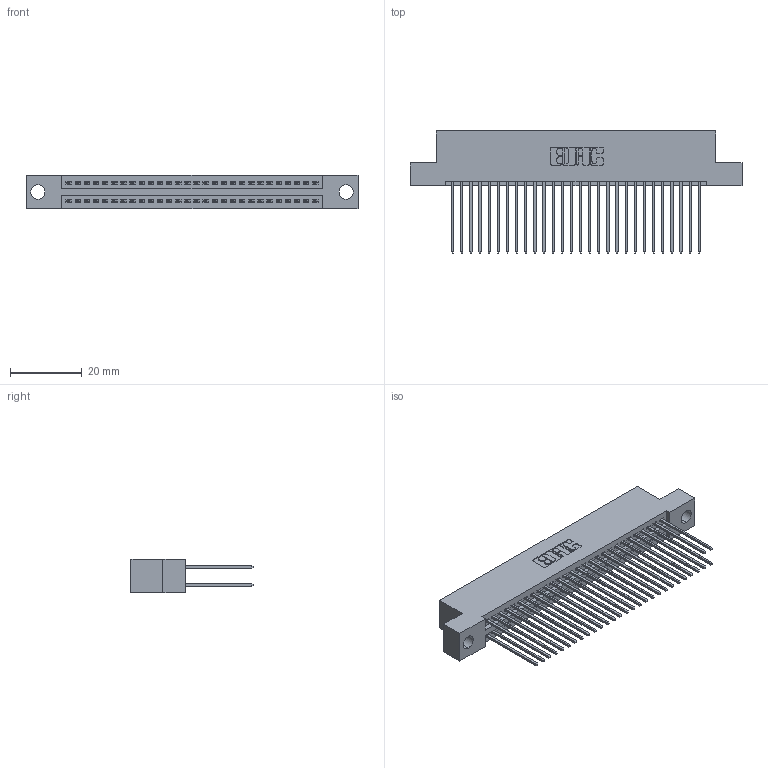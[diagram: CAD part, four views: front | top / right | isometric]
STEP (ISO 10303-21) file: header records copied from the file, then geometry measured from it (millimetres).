
FILE_DESCRIPTION (( 'STEP AP203' ), '1' );
FILE_NAME ('345-056-541-204.STEP', '2021-05-20T04:37:11', ( '' ), ( '' ), 'SwSTEP 2.0', 'SolidWorks 2020', '' );
FILE_SCHEMA (( 'CONFIG_CONTROL_DESIGN' ));
Length unit declared in the file: inch
Products named in the file (3): 345-056-541-204; 345 Part_Flush Mounting Lugs - 0.156 Dia-TI; 345-292-001_345-293-141
Assembly tree (57 placements, depth 2):
  345-056-541-204
    345 Part_Flush Mounting Lugs - 0.156 Dia-TI
    345-292-001_345-293-141  x56
Bounding box: 92.33 x 33.96 x 9.4 mm (x, y, z)
Volume: 9054.3 mm3; surface area: 14474.5 mm2
Topology: 57 solids, 57 shells, 2940 faces, 8721 edges, 5738 vertices
Faces by surface type: plane 1942, cylinder 998
Entity records: 24291 total; most frequent: CARTESIAN_POINT 4090, ORIENTED_EDGE 4022, DIRECTION 3623, EDGE_CURVE 2011, LINE 1767, VECTOR 1767, VERTEX_POINT 1338, AXIS2_PLACEMENT_3D 928
